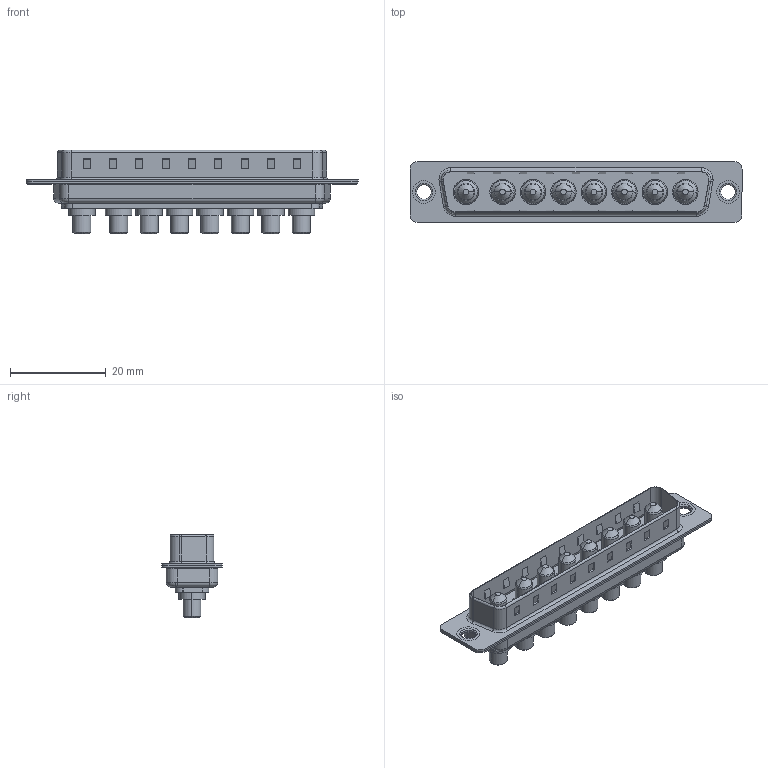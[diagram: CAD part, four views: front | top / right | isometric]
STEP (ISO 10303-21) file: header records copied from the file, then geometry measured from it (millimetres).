
FILE_DESCRIPTION (( 'STEP AP203' ), '1' );
FILE_NAME ('627-8W8-224-4N1.STEP', '2019-05-28T03:50:28', ( '' ), ( '' ), 'SwSTEP 2.0', 'SolidWorks 2016', '' );
FILE_SCHEMA (( 'CONFIG_CONTROL_DESIGN' ));
Length unit declared in the file: millimetre
Products named in the file (6): 627Combo Housing_8W8; 627Combo Shell Rear_37 Contacts; 627Combo Shell Front_37 Contacts; 627Combo Thru Hole Rivet; 627-8W8-224-4N1; Power Pin_40A S
Assembly tree (13 placements, depth 2):
  627-8W8-224-4N1
    627Combo Housing_8W8
    627Combo Shell Rear_37 Contacts
    627Combo Shell Front_37 Contacts
    627Combo Thru Hole Rivet  x2
    Power Pin_40A S  x8
Bounding box: 69.3 x 12.6 x 17.4 mm (x, y, z)
Volume: 4399.8 mm3; surface area: 9172.5 mm2
Topology: 21 solids, 21 shells, 706 faces, 1655 edges, 1026 vertices
Faces by surface type: plane 283, cylinder 277, torus 74, cone 56, bspline 16
Entity records: 14189 total; most frequent: DIRECTION 2400, CARTESIAN_POINT 2363, ORIENTED_EDGE 2204, EDGE_CURVE 1102, AXIS2_PLACEMENT_3D 862, VERTEX_POINT 694, LINE 676, VECTOR 676
